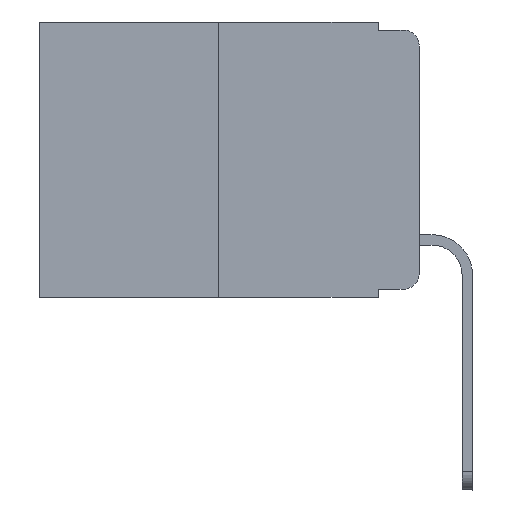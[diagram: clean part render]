
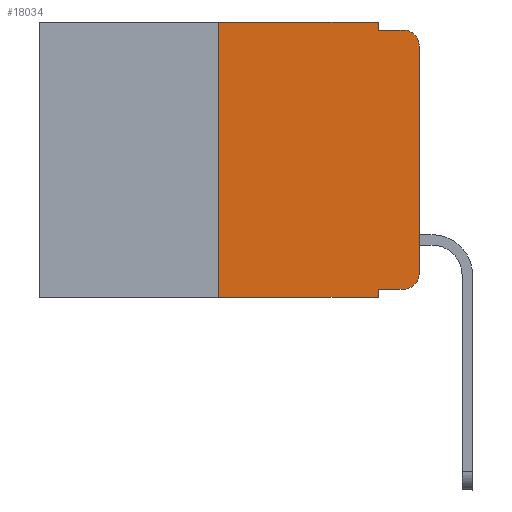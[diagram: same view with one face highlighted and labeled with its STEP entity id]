
A CAD part, left-side view. The second image highlights one B-rep face of the part: STEP entity #18034.
In plain terms, the highlighted planar face has unit normal (-1, 0, 0).
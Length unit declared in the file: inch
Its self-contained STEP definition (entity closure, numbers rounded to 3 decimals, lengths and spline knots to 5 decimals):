
#883 = CARTESIAN_POINT ( 'NONE',  ( 0., 0.02, -0.01 ) ) ;
#1166 = ORIENTED_EDGE ( 'NONE', *, *, #10707, .T. ) ;
#1211 = CARTESIAN_POINT ( 'NONE',  ( 0., 0.25, 0. ) ) ;
#1430 = VECTOR ( 'NONE', #17927, 39.37008 ) ;
#1459 = EDGE_CURVE ( 'NONE', #13048, #13422, #19717, .T. ) ;
#1929 = DIRECTION ( 'NONE',  ( 0., -1., 0. ) ) ;
#2307 = AXIS2_PLACEMENT_3D ( 'NONE', #4230, #17814, #12761 ) ;
#2562 = ORIENTED_EDGE ( 'NONE', *, *, #1459, .F. ) ;
#3059 = LINE ( 'NONE', #7787, #7962 ) ;
#3338 = VECTOR ( 'NONE', #5312, 39.37008 ) ;
#3339 = ORIENTED_EDGE ( 'NONE', *, *, #5830, .F. ) ;
#3490 = VERTEX_POINT ( 'NONE', #17237 ) ;
#3632 = CARTESIAN_POINT ( 'NONE',  ( 0., 0.02, -0.03 ) ) ;
#4025 = CARTESIAN_POINT ( 'NONE',  ( 0., 0.051, -0.333 ) ) ;
#4048 = ORIENTED_EDGE ( 'NONE', *, *, #11726, .T. ) ;
#4097 = VERTEX_POINT ( 'NONE', #10201 ) ;
#4230 = CARTESIAN_POINT ( 'NONE',  ( 0., 0.473, 0. ) ) ;
#4343 = CARTESIAN_POINT ( 'NONE',  ( 0., 0.051, 0. ) ) ;
#5133 = CARTESIAN_POINT ( 'NONE',  ( 0., 0.051, -0.01 ) ) ;
#5312 = DIRECTION ( 'NONE',  ( 0., -1., 0. ) ) ;
#5330 = CARTESIAN_POINT ( 'NONE',  ( 0., 0., -0.313 ) ) ;
#5640 = CARTESIAN_POINT ( 'NONE',  ( 0., 0.051, -0.333 ) ) ;
#5689 = PLANE ( 'NONE',  #2307 ) ;
#5830 = EDGE_CURVE ( 'NONE', #4097, #13048, #13573, .T. ) ;
#6202 = DIRECTION ( 'NONE',  ( 0., 0., -1. ) ) ;
#6384 = DIRECTION ( 'NONE',  ( 0., 0., 1. ) ) ;
#6497 = ORIENTED_EDGE ( 'NONE', *, *, #10761, .T. ) ;
#6786 = LINE ( 'NONE', #15659, #3338 ) ;
#7029 = DIRECTION ( 'NONE',  ( 0., -1., 0. ) ) ;
#7430 = DIRECTION ( 'NONE',  ( 0., 0., -1. ) ) ;
#7560 = CARTESIAN_POINT ( 'NONE',  ( 0., 0.25, -0.343 ) ) ;
#7652 = VERTEX_POINT ( 'NONE', #7560 ) ;
#7787 = CARTESIAN_POINT ( 'NONE',  ( 0., 0., 0. ) ) ;
#7807 = EDGE_CURVE ( 'NONE', #18334, #21551, #3059, .T. ) ;
#7909 = VECTOR ( 'NONE', #1929, 39.37008 ) ;
#7962 = VECTOR ( 'NONE', #19905, 39.37008 ) ;
#8112 = ORIENTED_EDGE ( 'NONE', *, *, #12720, .T. ) ;
#8272 = VECTOR ( 'NONE', #7029, 39.37008 ) ;
#8790 = LINE ( 'NONE', #5640, #7909 ) ;
#9165 = FACE_OUTER_BOUND ( 'NONE', #18384, .T. ) ;
#9364 = AXIS2_PLACEMENT_3D ( 'NONE', #12555, #13007, #19831 ) ;
#10201 = CARTESIAN_POINT ( 'NONE',  ( 0., 0.25, 0. ) ) ;
#10707 = EDGE_CURVE ( 'NONE', #14896, #20458, #8790, .T. ) ;
#10761 = EDGE_CURVE ( 'NONE', #21551, #19491, #15798, .T. ) ;
#10809 = EDGE_CURVE ( 'NONE', #14896, #3490, #16303, .T. ) ;
#11425 = LINE ( 'NONE', #1211, #13876 ) ;
#11726 = EDGE_CURVE ( 'NONE', #20458, #18334, #12248, .T. ) ;
#11956 = CARTESIAN_POINT ( 'NONE',  ( 0., 0.02, -0.333 ) ) ;
#12089 = LINE ( 'NONE', #5133, #16265 ) ;
#12248 = CIRCLE ( 'NONE', #9364, 0.02 ) ;
#12555 = CARTESIAN_POINT ( 'NONE',  ( 0., 0.02, -0.313 ) ) ;
#12615 = DIRECTION ( 'NONE',  ( -1., 0., 0. ) ) ;
#12720 = EDGE_CURVE ( 'NONE', #7652, #3490, #6786, .T. ) ;
#12761 = DIRECTION ( 'NONE',  ( 0., 0., -1. ) ) ;
#13007 = DIRECTION ( 'NONE',  ( -1., 0., 0. ) ) ;
#13048 = VERTEX_POINT ( 'NONE', #18787 ) ;
#13348 = DIRECTION ( 'NONE',  ( 0., -1., 0. ) ) ;
#13422 = VERTEX_POINT ( 'NONE', #21645 ) ;
#13573 = LINE ( 'NONE', #15264, #8272 ) ;
#13876 = VECTOR ( 'NONE', #6384, 39.37008 ) ;
#13924 = EDGE_CURVE ( 'NONE', #13422, #19491, #12089, .T. ) ;
#14022 = VECTOR ( 'NONE', #6202, 39.37008 ) ;
#14896 = VERTEX_POINT ( 'NONE', #4025 ) ;
#15264 = CARTESIAN_POINT ( 'NONE',  ( 0., 0.473, 0. ) ) ;
#15659 = CARTESIAN_POINT ( 'NONE',  ( 0., 0.473, -0.343 ) ) ;
#15798 = CIRCLE ( 'NONE', #17580, 0.02 ) ;
#16265 = VECTOR ( 'NONE', #13348, 39.37008 ) ;
#16303 = LINE ( 'NONE', #17875, #14022 ) ;
#16557 = EDGE_CURVE ( 'NONE', #7652, #4097, #11425, .T. ) ;
#16790 = ORIENTED_EDGE ( 'NONE', *, *, #10809, .F. ) ;
#17237 = CARTESIAN_POINT ( 'NONE',  ( 0., 0.051, -0.343 ) ) ;
#17580 = AXIS2_PLACEMENT_3D ( 'NONE', #3632, #12615, #7430 ) ;
#17814 = DIRECTION ( 'NONE',  ( 1., 0., 0. ) ) ;
#17875 = CARTESIAN_POINT ( 'NONE',  ( 0., 0.051, 0. ) ) ;
#17921 = ORIENTED_EDGE ( 'NONE', *, *, #16557, .F. ) ;
#17927 = DIRECTION ( 'NONE',  ( 0., 0., -1. ) ) ;
#18034 = ADVANCED_FACE ( 'NONE', ( #9165 ), #5689, .F. ) ;
#18334 = VERTEX_POINT ( 'NONE', #5330 ) ;
#18384 = EDGE_LOOP ( 'NONE', ( #20849, #6497, #19468, #2562, #3339, #17921, #8112, #16790, #1166, #4048 ) ) ;
#18787 = CARTESIAN_POINT ( 'NONE',  ( 0., 0.051, 0. ) ) ;
#19468 = ORIENTED_EDGE ( 'NONE', *, *, #13924, .F. ) ;
#19491 = VERTEX_POINT ( 'NONE', #883 ) ;
#19717 = LINE ( 'NONE', #4343, #1430 ) ;
#19831 = DIRECTION ( 'NONE',  ( 0., 0., -1. ) ) ;
#19905 = DIRECTION ( 'NONE',  ( 0., 0., 1. ) ) ;
#19926 = CARTESIAN_POINT ( 'NONE',  ( 0., 0., -0.03 ) ) ;
#20458 = VERTEX_POINT ( 'NONE', #11956 ) ;
#20849 = ORIENTED_EDGE ( 'NONE', *, *, #7807, .T. ) ;
#21551 = VERTEX_POINT ( 'NONE', #19926 ) ;
#21645 = CARTESIAN_POINT ( 'NONE',  ( 0., 0.051, -0.01 ) ) ;
